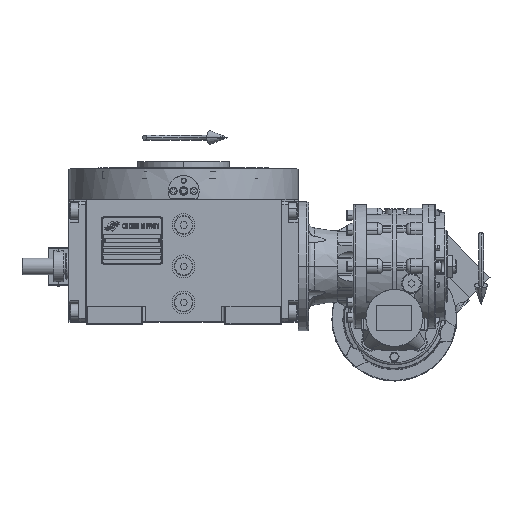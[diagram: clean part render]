
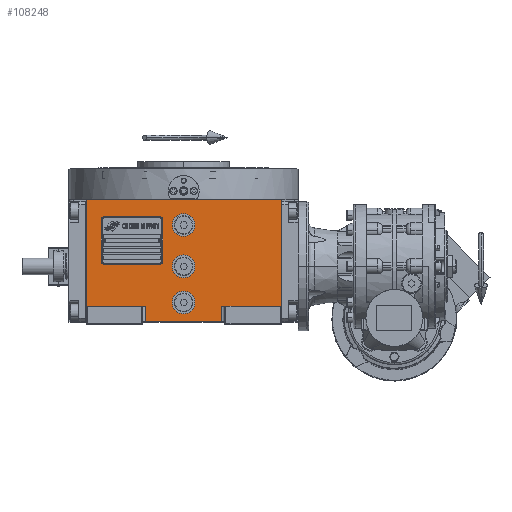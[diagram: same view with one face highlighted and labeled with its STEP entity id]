
A CAD part, top view. The second image highlights one B-rep face of the part: STEP entity #108248.
In plain terms, the highlighted planar face has unit normal (0, 0, 1).
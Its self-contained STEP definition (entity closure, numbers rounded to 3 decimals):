
#209 = DIRECTION ( 'NONE',  ( 0., 0., 1. ) ) ;
#522 = VERTEX_POINT ( 'NONE', #41989 ) ;
#1482 = CARTESIAN_POINT ( 'NONE',  ( -37., -53.5, 163.5 ) ) ;
#2404 = DIRECTION ( 'NONE',  ( 0., 0., 1. ) ) ;
#2407 = DIRECTION ( 'NONE',  ( 0., -1., 0. ) ) ;
#5319 = DIRECTION ( 'NONE',  ( 1., 0., 0. ) ) ;
#6133 = DIRECTION ( 'NONE',  ( 1., 0., 0. ) ) ;
#7022 = FACE_OUTER_BOUND ( 'NONE', #37259, .T. ) ;
#7359 = CARTESIAN_POINT ( 'NONE',  ( 11., 0., 163.5 ) ) ;
#8028 = VERTEX_POINT ( 'NONE', #7359 ) ;
#8786 = CARTESIAN_POINT ( 'NONE',  ( -94.5, 64.5, 163.5 ) ) ;
#9648 = DIRECTION ( 'NONE',  ( 0., 1., 0. ) ) ;
#10603 = EDGE_CURVE ( 'NONE', #49474, #61399, #13736, .T. ) ;
#11064 = ORIENTED_EDGE ( 'NONE', *, *, #26167, .F. ) ;
#11541 = ORIENTED_EDGE ( 'NONE', *, *, #117244, .F. ) ;
#13736 = LINE ( 'NONE', #54756, #53647 ) ;
#14150 = ORIENTED_EDGE ( 'NONE', *, *, #74139, .T. ) ;
#17120 = FACE_BOUND ( 'NONE', #131941, .T. ) ;
#17996 = DIRECTION ( 'NONE',  ( -1., 0., 0. ) ) ;
#18227 = LINE ( 'NONE', #69967, #111741 ) ;
#19302 = LINE ( 'NONE', #60309, #53184 ) ;
#19636 = EDGE_LOOP ( 'NONE', ( #66446, #79225 ) ) ;
#19905 = CIRCLE ( 'NONE', #26337, 11. ) ;
#21045 = CARTESIAN_POINT ( 'NONE',  ( 0., 0., 163.5 ) ) ;
#21092 = CIRCLE ( 'NONE', #68314, 11. ) ;
#21666 = DIRECTION ( 'NONE',  ( 0., 1., 0. ) ) ;
#21699 = DIRECTION ( 'NONE',  ( 1., 0., 0. ) ) ;
#21981 = CIRCLE ( 'NONE', #112139, 11. ) ;
#24808 = DIRECTION ( 'NONE',  ( 0., 0., 1. ) ) ;
#24992 = VERTEX_POINT ( 'NONE', #88484 ) ;
#26167 = EDGE_CURVE ( 'NONE', #66730, #65145, #19302, .T. ) ;
#26337 = AXIS2_PLACEMENT_3D ( 'NONE', #21045, #209, #21699 ) ;
#26551 = PLANE ( 'NONE',  #37063 ) ;
#27353 = DIRECTION ( 'NONE',  ( -1., 0., 0. ) ) ;
#27510 = CARTESIAN_POINT ( 'NONE',  ( 0., -35., 163.5 ) ) ;
#27815 = CARTESIAN_POINT ( 'NONE',  ( -11., 0., 163.5 ) ) ;
#28673 = DIRECTION ( 'NONE',  ( 0., 0., 1. ) ) ;
#28947 = CARTESIAN_POINT ( 'NONE',  ( 0., -35., 163.5 ) ) ;
#29837 = CARTESIAN_POINT ( 'NONE',  ( 94.5, -38.5, 163.5 ) ) ;
#30017 = EDGE_CURVE ( 'NONE', #8028, #60650, #19905, .T. ) ;
#30192 = DIRECTION ( 'NONE',  ( 1., 0., 0. ) ) ;
#30604 = AXIS2_PLACEMENT_3D ( 'NONE', #27510, #97509, #5319 ) ;
#35987 = CARTESIAN_POINT ( 'NONE',  ( 37., -38.5, 163.5 ) ) ;
#36380 = VERTEX_POINT ( 'NONE', #56964 ) ;
#37063 = AXIS2_PLACEMENT_3D ( 'NONE', #88432, #43585, #97874 ) ;
#37259 = EDGE_LOOP ( 'NONE', ( #119748, #11064, #14150, #76702, #106630, #54921, #89582, #125078 ) ) ;
#41989 = CARTESIAN_POINT ( 'NONE',  ( -11., 40., 163.5 ) ) ;
#43585 = DIRECTION ( 'NONE',  ( 0., 0., 1. ) ) ;
#46714 = FACE_BOUND ( 'NONE', #19636, .T. ) ;
#47942 = AXIS2_PLACEMENT_3D ( 'NONE', #116958, #24808, #126432 ) ;
#49474 = VERTEX_POINT ( 'NONE', #65453 ) ;
#50588 = VECTOR ( 'NONE', #100294, 1000. ) ;
#51389 = EDGE_CURVE ( 'NONE', #78411, #70518, #85747, .T. ) ;
#53184 = VECTOR ( 'NONE', #2407, 1000. ) ;
#53647 = VECTOR ( 'NONE', #84393, 1000. ) ;
#53677 = CARTESIAN_POINT ( 'NONE',  ( -94.5, -38.5, 163.5 ) ) ;
#53885 = VECTOR ( 'NONE', #66881, 1000. ) ;
#54756 = CARTESIAN_POINT ( 'NONE',  ( -94.5, -38.5, 163.5 ) ) ;
#54921 = ORIENTED_EDGE ( 'NONE', *, *, #10603, .F. ) ;
#55357 = ORIENTED_EDGE ( 'NONE', *, *, #90347, .F. ) ;
#56106 = VECTOR ( 'NONE', #9648, 1000. ) ;
#56964 = CARTESIAN_POINT ( 'NONE',  ( 94.5, 64.5, 163.5 ) ) ;
#57230 = LINE ( 'NONE', #8786, #50588 ) ;
#57613 = CARTESIAN_POINT ( 'NONE',  ( 0., 0., 163.5 ) ) ;
#60145 = ORIENTED_EDGE ( 'NONE', *, *, #62427, .F. ) ;
#60309 = CARTESIAN_POINT ( 'NONE',  ( 37., -38.5, 163.5 ) ) ;
#60595 = CARTESIAN_POINT ( 'NONE',  ( 11., -35., 163.5 ) ) ;
#60650 = VERTEX_POINT ( 'NONE', #27815 ) ;
#61399 = VERTEX_POINT ( 'NONE', #81116 ) ;
#61839 = EDGE_CURVE ( 'NONE', #94913, #36380, #70826, .T. ) ;
#62427 = EDGE_CURVE ( 'NONE', #70518, #78411, #122904, .T. ) ;
#65145 = VERTEX_POINT ( 'NONE', #102341 ) ;
#65453 = CARTESIAN_POINT ( 'NONE',  ( -94.5, -38.5, 163.5 ) ) ;
#66403 = AXIS2_PLACEMENT_3D ( 'NONE', #28947, #128990, #17996 ) ;
#66446 = ORIENTED_EDGE ( 'NONE', *, *, #30017, .F. ) ;
#66730 = VERTEX_POINT ( 'NONE', #83847 ) ;
#66881 = DIRECTION ( 'NONE',  ( 1., 0., 0. ) ) ;
#68224 = EDGE_CURVE ( 'NONE', #24992, #108351, #95630, .T. ) ;
#68314 = AXIS2_PLACEMENT_3D ( 'NONE', #84497, #2404, #124876 ) ;
#69967 = CARTESIAN_POINT ( 'NONE',  ( -37., -53.5, 163.5 ) ) ;
#70518 = VERTEX_POINT ( 'NONE', #60595 ) ;
#70826 = LINE ( 'NONE', #29837, #56106 ) ;
#73176 = LINE ( 'NONE', #53677, #126013 ) ;
#74139 = EDGE_CURVE ( 'NONE', #66730, #94913, #118725, .T. ) ;
#76702 = ORIENTED_EDGE ( 'NONE', *, *, #61839, .T. ) ;
#78411 = VERTEX_POINT ( 'NONE', #79818 ) ;
#79225 = ORIENTED_EDGE ( 'NONE', *, *, #106117, .F. ) ;
#79818 = CARTESIAN_POINT ( 'NONE',  ( -11., -35., 163.5 ) ) ;
#81116 = CARTESIAN_POINT ( 'NONE',  ( -94.5, 64.5, 163.5 ) ) ;
#82199 = ORIENTED_EDGE ( 'NONE', *, *, #51389, .F. ) ;
#83847 = CARTESIAN_POINT ( 'NONE',  ( 37., -38.5, 163.5 ) ) ;
#84393 = DIRECTION ( 'NONE',  ( 0., 1., 0. ) ) ;
#84497 = CARTESIAN_POINT ( 'NONE',  ( 0., 40., 163.5 ) ) ;
#85747 = CIRCLE ( 'NONE', #66403, 11. ) ;
#87706 = VERTEX_POINT ( 'NONE', #124419 ) ;
#88432 = CARTESIAN_POINT ( 'NONE',  ( -94.5, -53.5, 163.5 ) ) ;
#88484 = CARTESIAN_POINT ( 'NONE',  ( -37., -53.5, 163.5 ) ) ;
#89582 = ORIENTED_EDGE ( 'NONE', *, *, #95609, .T. ) ;
#90347 = EDGE_CURVE ( 'NONE', #522, #87706, #105925, .T. ) ;
#90403 = CARTESIAN_POINT ( 'NONE',  ( -37., -38.5, 163.5 ) ) ;
#94913 = VERTEX_POINT ( 'NONE', #128119 ) ;
#95609 = EDGE_CURVE ( 'NONE', #49474, #108351, #73176, .T. ) ;
#95630 = LINE ( 'NONE', #1482, #130146 ) ;
#97509 = DIRECTION ( 'NONE',  ( 0., 0., 1. ) ) ;
#97874 = DIRECTION ( 'NONE',  ( 1., 0., 0. ) ) ;
#100294 = DIRECTION ( 'NONE',  ( 1., 0., 0. ) ) ;
#102341 = CARTESIAN_POINT ( 'NONE',  ( 37., -53.5, 163.5 ) ) ;
#104195 = EDGE_CURVE ( 'NONE', #24992, #65145, #18227, .T. ) ;
#105925 = CIRCLE ( 'NONE', #47942, 11. ) ;
#106117 = EDGE_CURVE ( 'NONE', #60650, #8028, #21981, .T. ) ;
#106630 = ORIENTED_EDGE ( 'NONE', *, *, #112551, .F. ) ;
#108248 = ADVANCED_FACE ( 'NONE', ( #46714, #109250, #17120, #7022 ), #26551, .T. ) ;
#108351 = VERTEX_POINT ( 'NONE', #90403 ) ;
#109250 = FACE_BOUND ( 'NONE', #124101, .T. ) ;
#111741 = VECTOR ( 'NONE', #6133, 1000. ) ;
#112139 = AXIS2_PLACEMENT_3D ( 'NONE', #57613, #28673, #27353 ) ;
#112551 = EDGE_CURVE ( 'NONE', #61399, #36380, #57230, .T. ) ;
#116958 = CARTESIAN_POINT ( 'NONE',  ( 0., 40., 163.5 ) ) ;
#117244 = EDGE_CURVE ( 'NONE', #87706, #522, #21092, .T. ) ;
#118725 = LINE ( 'NONE', #35987, #53885 ) ;
#119748 = ORIENTED_EDGE ( 'NONE', *, *, #104195, .T. ) ;
#122904 = CIRCLE ( 'NONE', #30604, 11. ) ;
#124101 = EDGE_LOOP ( 'NONE', ( #60145, #82199 ) ) ;
#124419 = CARTESIAN_POINT ( 'NONE',  ( 11., 40., 163.5 ) ) ;
#124876 = DIRECTION ( 'NONE',  ( 1., 0., 0. ) ) ;
#125078 = ORIENTED_EDGE ( 'NONE', *, *, #68224, .F. ) ;
#126013 = VECTOR ( 'NONE', #30192, 1000. ) ;
#126432 = DIRECTION ( 'NONE',  ( -1., 0., 0. ) ) ;
#128119 = CARTESIAN_POINT ( 'NONE',  ( 94.5, -38.5, 163.5 ) ) ;
#128990 = DIRECTION ( 'NONE',  ( 0., 0., 1. ) ) ;
#130146 = VECTOR ( 'NONE', #21666, 1000. ) ;
#131941 = EDGE_LOOP ( 'NONE', ( #11541, #55357 ) ) ;
